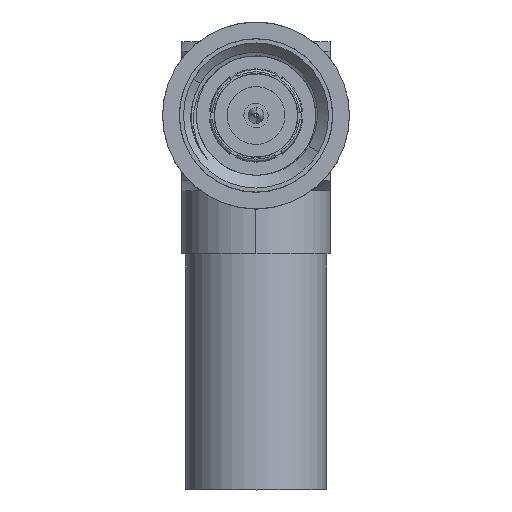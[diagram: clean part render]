
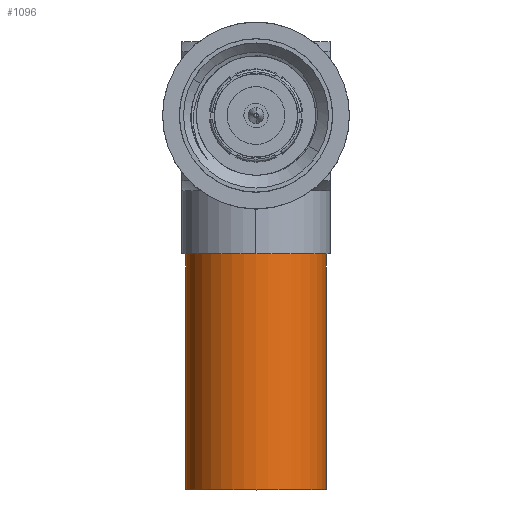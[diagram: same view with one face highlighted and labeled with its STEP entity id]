
A CAD part, top view. The second image highlights one B-rep face of the part: STEP entity #1096.
In plain terms, the highlighted cylindrical face has radius 5.975 mm (diameter 11.95 mm), a partial arc.
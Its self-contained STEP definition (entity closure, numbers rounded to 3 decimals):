
#59 = EDGE_CURVE ( 'NONE', #4274, #6181, #5800, .T. ) ;
#580 = DIRECTION ( 'NONE',  ( 0., -1., 0. ) ) ;
#740 = LINE ( 'NONE', #4516, #5848 ) ;
#773 = CARTESIAN_POINT ( 'NONE',  ( -5.975, 9.4, 0. ) ) ;
#1059 = VECTOR ( 'NONE', #580, 1000. ) ;
#1096 = ADVANCED_FACE ( 'NONE', ( #2406 ), #6006, .T. ) ;
#1227 = ORIENTED_EDGE ( 'NONE', *, *, #3206, .F. ) ;
#1761 = ORIENTED_EDGE ( 'NONE', *, *, #2255, .T. ) ;
#1972 = DIRECTION ( 'NONE',  ( 0., -1., 0. ) ) ;
#2115 = CARTESIAN_POINT ( 'NONE',  ( 5.975, -10.6, 0. ) ) ;
#2123 = EDGE_LOOP ( 'NONE', ( #7459, #1227, #3822, #1761 ) ) ;
#2255 = EDGE_CURVE ( 'NONE', #6181, #7575, #3719, .T. ) ;
#2406 = FACE_OUTER_BOUND ( 'NONE', #2123, .T. ) ;
#2825 = CARTESIAN_POINT ( 'NONE',  ( -5.975, -10.6, 0. ) ) ;
#3140 = CARTESIAN_POINT ( 'NONE',  ( 0., 9.4, 0. ) ) ;
#3206 = EDGE_CURVE ( 'NONE', #4274, #3328, #3857, .T. ) ;
#3328 = VERTEX_POINT ( 'NONE', #5537 ) ;
#3551 = DIRECTION ( 'NONE',  ( 0., 1., 0. ) ) ;
#3719 = CIRCLE ( 'NONE', #7595, 5.975 ) ;
#3822 = ORIENTED_EDGE ( 'NONE', *, *, #59, .T. ) ;
#3857 = CIRCLE ( 'NONE', #4609, 5.975 ) ;
#4274 = VERTEX_POINT ( 'NONE', #773 ) ;
#4516 = CARTESIAN_POINT ( 'NONE',  ( 5.975, 9.4, 0. ) ) ;
#4609 = AXIS2_PLACEMENT_3D ( 'NONE', #6171, #7360, #7323 ) ;
#4719 = DIRECTION ( 'NONE',  ( 1., 0., 0. ) ) ;
#4840 = DIRECTION ( 'NONE',  ( -1., 0., 0. ) ) ;
#4922 = DIRECTION ( 'NONE',  ( 0., -1., 0. ) ) ;
#5526 = EDGE_CURVE ( 'NONE', #3328, #7575, #740, .T. ) ;
#5537 = CARTESIAN_POINT ( 'NONE',  ( 5.975, 9.4, 0. ) ) ;
#5800 = LINE ( 'NONE', #7692, #1059 ) ;
#5801 = AXIS2_PLACEMENT_3D ( 'NONE', #3140, #4922, #4840 ) ;
#5848 = VECTOR ( 'NONE', #1972, 1000. ) ;
#5924 = CARTESIAN_POINT ( 'NONE',  ( 0., -10.6, 0. ) ) ;
#6006 = CYLINDRICAL_SURFACE ( 'NONE', #5801, 5.975 ) ;
#6171 = CARTESIAN_POINT ( 'NONE',  ( 0., 9.4, 0. ) ) ;
#6181 = VERTEX_POINT ( 'NONE', #2825 ) ;
#7323 = DIRECTION ( 'NONE',  ( 1., 0., 0. ) ) ;
#7360 = DIRECTION ( 'NONE',  ( 0., 1., 0. ) ) ;
#7459 = ORIENTED_EDGE ( 'NONE', *, *, #5526, .F. ) ;
#7575 = VERTEX_POINT ( 'NONE', #2115 ) ;
#7595 = AXIS2_PLACEMENT_3D ( 'NONE', #5924, #3551, #4719 ) ;
#7692 = CARTESIAN_POINT ( 'NONE',  ( -5.975, 9.4, 0. ) ) ;
